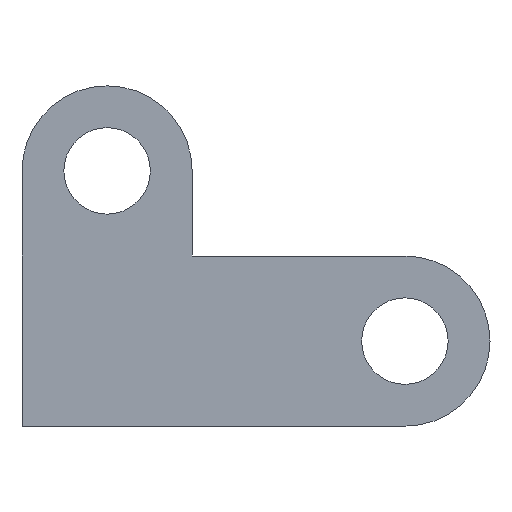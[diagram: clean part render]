
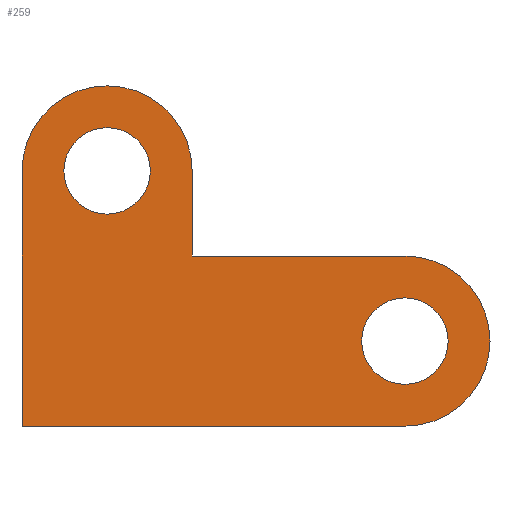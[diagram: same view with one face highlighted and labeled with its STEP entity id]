
A CAD part, front view. The second image highlights one B-rep face of the part: STEP entity #259.
In plain terms, the highlighted planar face has unit normal (0, -1, 0).
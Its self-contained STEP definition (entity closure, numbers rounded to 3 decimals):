
#6 = CARTESIAN_POINT ( 'NONE',  ( 33., 0., 12. ) ) ;
#17 = FACE_BOUND ( 'NONE', #238, .T. ) ;
#20 = ORIENTED_EDGE ( 'NONE', *, *, #247, .F. ) ;
#27 = CARTESIAN_POINT ( 'NONE',  ( 6., 0., 14.95 ) ) ;
#28 = EDGE_CURVE ( 'NONE', #127, #460, #344, .T. ) ;
#38 = CIRCLE ( 'NONE', #757, 3.05 ) ;
#56 = DIRECTION ( 'NONE',  ( 0., -1., 0. ) ) ;
#58 = AXIS2_PLACEMENT_3D ( 'NONE', #352, #56, #536 ) ;
#63 = VERTEX_POINT ( 'NONE', #312 ) ;
#64 = DIRECTION ( 'NONE',  ( 0., 0., -1. ) ) ;
#68 = EDGE_LOOP ( 'NONE', ( #541, #20 ) ) ;
#72 = EDGE_LOOP ( 'NONE', ( #335, #751, #664, #627, #282, #583, #447, #580 ) ) ;
#75 = CARTESIAN_POINT ( 'NONE',  ( 0., 0., 18. ) ) ;
#84 = AXIS2_PLACEMENT_3D ( 'NONE', #717, #358, #417 ) ;
#89 = AXIS2_PLACEMENT_3D ( 'NONE', #760, #403, #331 ) ;
#96 = VERTEX_POINT ( 'NONE', #501 ) ;
#102 = EDGE_CURVE ( 'NONE', #592, #96, #642, .T. ) ;
#113 = VECTOR ( 'NONE', #400, 1000. ) ;
#121 = CARTESIAN_POINT ( 'NONE',  ( 27., 0., 6. ) ) ;
#127 = VERTEX_POINT ( 'NONE', #504 ) ;
#129 = CARTESIAN_POINT ( 'NONE',  ( 0., 0., 0. ) ) ;
#131 = DIRECTION ( 'NONE',  ( 0., -1., 0. ) ) ;
#134 = CARTESIAN_POINT ( 'NONE',  ( 12., 0., 18. ) ) ;
#182 = CARTESIAN_POINT ( 'NONE',  ( 27., 0., 9.05 ) ) ;
#186 = CARTESIAN_POINT ( 'NONE',  ( 27., 0., 6. ) ) ;
#191 = DIRECTION ( 'NONE',  ( 0., 0., -1. ) ) ;
#192 = CIRCLE ( 'NONE', #698, 6. ) ;
#210 = VERTEX_POINT ( 'NONE', #27 ) ;
#211 = DIRECTION ( 'NONE',  ( -1., 0., 0. ) ) ;
#212 = EDGE_CURVE ( 'NONE', #592, #489, #192, .T. ) ;
#215 = CIRCLE ( 'NONE', #89, 3.05 ) ;
#216 = DIRECTION ( 'NONE',  ( 0., -1., 0. ) ) ;
#226 = AXIS2_PLACEMENT_3D ( 'NONE', #186, #422, #64 ) ;
#238 = EDGE_LOOP ( 'NONE', ( #431, #356 ) ) ;
#239 = DIRECTION ( 'NONE',  ( 0., 0., 1. ) ) ;
#247 = EDGE_CURVE ( 'NONE', #293, #681, #777, .T. ) ;
#258 = EDGE_CURVE ( 'NONE', #489, #460, #361, .T. ) ;
#259 = ADVANCED_FACE ( 'NONE', ( #17, #433, #577 ), #775, .F. ) ;
#261 = CIRCLE ( 'NONE', #84, 6. ) ;
#272 = VECTOR ( 'NONE', #380, 1000. ) ;
#282 = ORIENTED_EDGE ( 'NONE', *, *, #212, .T. ) ;
#288 = EDGE_CURVE ( 'NONE', #681, #293, #38, .T. ) ;
#293 = VERTEX_POINT ( 'NONE', #182 ) ;
#296 = EDGE_CURVE ( 'NONE', #437, #412, #261, .T. ) ;
#312 = CARTESIAN_POINT ( 'NONE',  ( 6., 0., 21.05 ) ) ;
#328 = CARTESIAN_POINT ( 'NONE',  ( 12., 0., 24. ) ) ;
#331 = DIRECTION ( 'NONE',  ( 0., 0., -1. ) ) ;
#334 = CARTESIAN_POINT ( 'NONE',  ( 27., 0., 2.95 ) ) ;
#335 = ORIENTED_EDGE ( 'NONE', *, *, #474, .T. ) ;
#340 = AXIS2_PLACEMENT_3D ( 'NONE', #129, #722, #542 ) ;
#344 = LINE ( 'NONE', #6, #381 ) ;
#346 = VERTEX_POINT ( 'NONE', #134 ) ;
#350 = CIRCLE ( 'NONE', #477, 6. ) ;
#352 = CARTESIAN_POINT ( 'NONE',  ( 27., 0., 6. ) ) ;
#356 = ORIENTED_EDGE ( 'NONE', *, *, #552, .F. ) ;
#358 = DIRECTION ( 'NONE',  ( 0., -1., 0. ) ) ;
#361 = CIRCLE ( 'NONE', #58, 6. ) ;
#380 = DIRECTION ( 'NONE',  ( 0., 0., -1. ) ) ;
#381 = VECTOR ( 'NONE', #484, 1000. ) ;
#400 = DIRECTION ( 'NONE',  ( 0., 0., 1. ) ) ;
#403 = DIRECTION ( 'NONE',  ( 0., -1., 0. ) ) ;
#412 = VERTEX_POINT ( 'NONE', #75 ) ;
#417 = DIRECTION ( 'NONE',  ( 0., 0., 1. ) ) ;
#422 = DIRECTION ( 'NONE',  ( 0., -1., 0. ) ) ;
#431 = ORIENTED_EDGE ( 'NONE', *, *, #711, .F. ) ;
#433 = FACE_BOUND ( 'NONE', #68, .T. ) ;
#436 = DIRECTION ( 'NONE',  ( 0., 0., -1. ) ) ;
#437 = VERTEX_POINT ( 'NONE', #545 ) ;
#443 = CARTESIAN_POINT ( 'NONE',  ( 33., 0., 6. ) ) ;
#447 = ORIENTED_EDGE ( 'NONE', *, *, #28, .F. ) ;
#460 = VERTEX_POINT ( 'NONE', #490 ) ;
#474 = EDGE_CURVE ( 'NONE', #346, #437, #350, .T. ) ;
#477 = AXIS2_PLACEMENT_3D ( 'NONE', #506, #513, #736 ) ;
#484 = DIRECTION ( 'NONE',  ( 1., 0., 0. ) ) ;
#489 = VERTEX_POINT ( 'NONE', #443 ) ;
#490 = CARTESIAN_POINT ( 'NONE',  ( 27., 0., 12. ) ) ;
#500 = EDGE_CURVE ( 'NONE', #346, #127, #632, .T. ) ;
#501 = CARTESIAN_POINT ( 'NONE',  ( 0., 0., 0. ) ) ;
#504 = CARTESIAN_POINT ( 'NONE',  ( 12., 0., 12. ) ) ;
#506 = CARTESIAN_POINT ( 'NONE',  ( 6., 0., 18. ) ) ;
#513 = DIRECTION ( 'NONE',  ( 0., -1., 0. ) ) ;
#536 = DIRECTION ( 'NONE',  ( 0., 0., 1. ) ) ;
#541 = ORIENTED_EDGE ( 'NONE', *, *, #288, .F. ) ;
#542 = DIRECTION ( 'NONE',  ( 0., 0., 1. ) ) ;
#545 = CARTESIAN_POINT ( 'NONE',  ( 6., 0., 24. ) ) ;
#548 = VECTOR ( 'NONE', #211, 1000. ) ;
#552 = EDGE_CURVE ( 'NONE', #63, #210, #743, .T. ) ;
#564 = CARTESIAN_POINT ( 'NONE',  ( 0., 0., 0. ) ) ;
#573 = CARTESIAN_POINT ( 'NONE',  ( 27., 0., 0. ) ) ;
#577 = FACE_OUTER_BOUND ( 'NONE', #72, .T. ) ;
#580 = ORIENTED_EDGE ( 'NONE', *, *, #500, .F. ) ;
#583 = ORIENTED_EDGE ( 'NONE', *, *, #258, .T. ) ;
#592 = VERTEX_POINT ( 'NONE', #573 ) ;
#598 = DIRECTION ( 'NONE',  ( 0., -1., 0. ) ) ;
#627 = ORIENTED_EDGE ( 'NONE', *, *, #102, .F. ) ;
#632 = LINE ( 'NONE', #328, #272 ) ;
#633 = EDGE_CURVE ( 'NONE', #96, #412, #658, .T. ) ;
#641 = AXIS2_PLACEMENT_3D ( 'NONE', #680, #216, #436 ) ;
#642 = LINE ( 'NONE', #564, #548 ) ;
#658 = LINE ( 'NONE', #750, #113 ) ;
#660 = CARTESIAN_POINT ( 'NONE',  ( 27., 0., 6. ) ) ;
#664 = ORIENTED_EDGE ( 'NONE', *, *, #633, .F. ) ;
#680 = CARTESIAN_POINT ( 'NONE',  ( 6., 0., 18. ) ) ;
#681 = VERTEX_POINT ( 'NONE', #334 ) ;
#698 = AXIS2_PLACEMENT_3D ( 'NONE', #121, #598, #239 ) ;
#711 = EDGE_CURVE ( 'NONE', #210, #63, #215, .T. ) ;
#717 = CARTESIAN_POINT ( 'NONE',  ( 6., 0., 18. ) ) ;
#722 = DIRECTION ( 'NONE',  ( 0., 1., 0. ) ) ;
#736 = DIRECTION ( 'NONE',  ( 0., 0., 1. ) ) ;
#743 = CIRCLE ( 'NONE', #641, 3.05 ) ;
#750 = CARTESIAN_POINT ( 'NONE',  ( 0., 0., 0. ) ) ;
#751 = ORIENTED_EDGE ( 'NONE', *, *, #296, .T. ) ;
#757 = AXIS2_PLACEMENT_3D ( 'NONE', #660, #131, #191 ) ;
#760 = CARTESIAN_POINT ( 'NONE',  ( 6., 0., 18. ) ) ;
#775 = PLANE ( 'NONE',  #340 ) ;
#777 = CIRCLE ( 'NONE', #226, 3.05 ) ;
